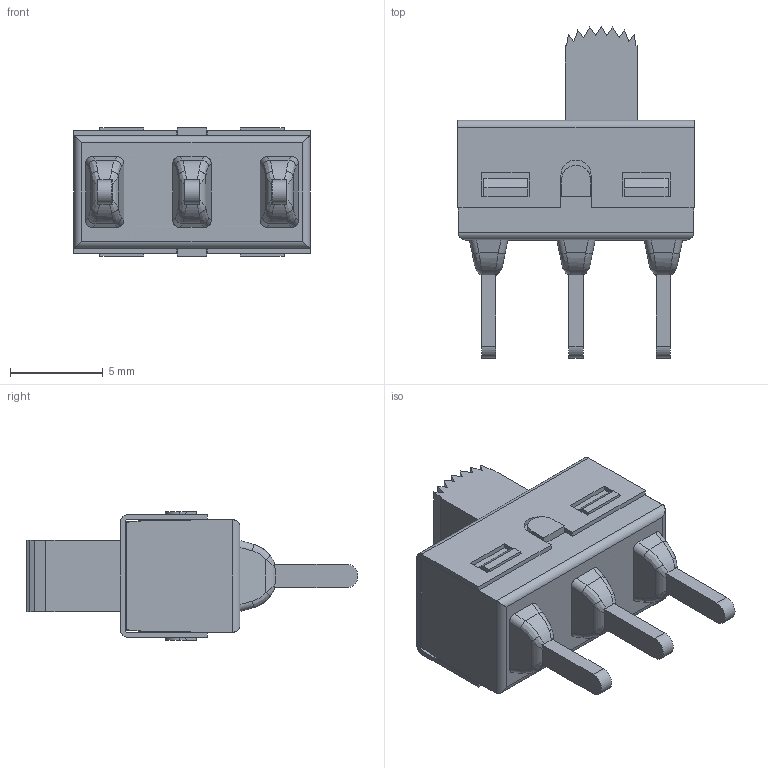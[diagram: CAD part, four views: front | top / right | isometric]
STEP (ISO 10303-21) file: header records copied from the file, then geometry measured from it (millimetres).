
FILE_DESCRIPTION (( 'STEP AP214' ), '1' );
FILE_NAME ('1101M2S3CQE1.STEP', '2024-12-02T09:00:17', ( '' ), ( '' ), 'SwSTEP 2.0', 'SolidWorks 2024', '' );
FILE_SCHEMA (( 'AUTOMOTIVE_DESIGN' ));
Length unit declared in the file: millimetre
Products named in the file (1): 1101M2S3CQE1
Bounding box: 12.7 x 17.86 x 6.91 mm (x, y, z)
Volume: 425.7 mm3; surface area: 1260 mm2
Topology: 1 solids, 1 shells, 352 faces, 1008 edges, 644 vertices
Faces by surface type: plane 256, cylinder 68, bspline 28
Entity records: 14415 total; most frequent: CARTESIAN_POINT 3867, ORIENTED_EDGE 2016, DIRECTION 1632, EDGE_CURVE 1008, LINE 818, VECTOR 818, VERTEX_POINT 644, AXIS2_PLACEMENT_3D 407
